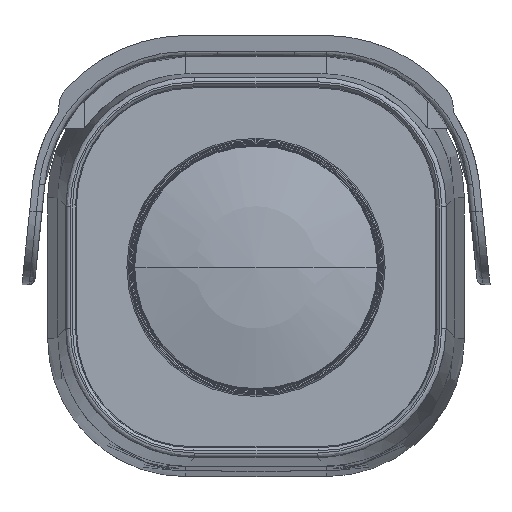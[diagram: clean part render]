
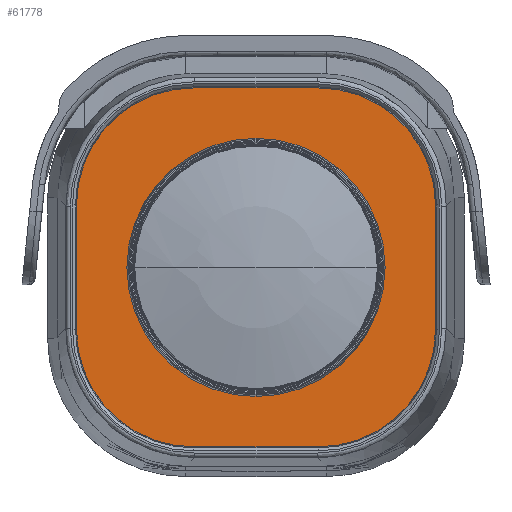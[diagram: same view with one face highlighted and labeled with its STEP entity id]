
A CAD part, top view. The second image highlights one B-rep face of the part: STEP entity #61778.
In plain terms, the highlighted planar face has unit normal (0, 0, 1).
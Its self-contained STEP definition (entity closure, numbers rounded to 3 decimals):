
#14065=CARTESIAN_POINT('',(-11.149,11.278,
41.382));
#14066=DIRECTION('',(0.,0.,1.));
#14067=DIRECTION('',(0.,1.,0.));
#14068=AXIS2_PLACEMENT_3D('',#14065,#14066,#14067);
#14070=DIRECTION('',(-1.,0.,0.));
#14071=VECTOR('',#14070,22.286);
#14072=CARTESIAN_POINT('',(11.143,32.169,41.382));
#14073=LINE('',#14072,#14071);
#14074=CARTESIAN_POINT('',(11.149,11.278,41.382));
#14075=DIRECTION('',(0.,0.,1.));
#14076=DIRECTION('',(1.,0.,0.));
#14077=AXIS2_PLACEMENT_3D('',#14074,#14075,#14076);
#14079=DIRECTION('',(0.,1.,0.));
#14080=VECTOR('',#14079,22.286);
#14081=CARTESIAN_POINT('',(32.04,-11.014,
41.382));
#14082=LINE('',#14081,#14080);
#14083=CARTESIAN_POINT('',(11.149,-11.019,
41.382));
#14084=DIRECTION('',(0.,0.,1.));
#14085=DIRECTION('',(0.,-1.,0.));
#14086=AXIS2_PLACEMENT_3D('',#14083,#14084,#14085);
#14088=DIRECTION('',(1.,0.,0.));
#14089=VECTOR('',#14088,22.29);
#14090=CARTESIAN_POINT('',(-11.145,-31.911,
41.382));
#14091=LINE('',#14090,#14089);
#14092=CARTESIAN_POINT('',(-11.149,-11.019,
41.382));
#14093=DIRECTION('',(0.,0.,1.));
#14094=DIRECTION('',(-1.,0.,0.));
#14095=AXIS2_PLACEMENT_3D('',#14092,#14093,#14094);
#14097=DIRECTION('',(0.,-1.,0.));
#14098=VECTOR('',#14097,22.286);
#14099=CARTESIAN_POINT('',(-32.04,11.273,
41.382));
#14100=LINE('',#14099,#14098);
#14101=CARTESIAN_POINT('',(0.,0.129,41.382));
#14102=DIRECTION('',(0.,0.,-1.));
#14103=DIRECTION('',(1.,0.,0.));
#14104=AXIS2_PLACEMENT_3D('',#14101,#14102,#14103);
#14106=CARTESIAN_POINT('',(0.,0.129,41.382));
#14107=DIRECTION('',(0.,0.,-1.));
#14108=DIRECTION('',(-1.,0.,0.));
#14109=AXIS2_PLACEMENT_3D('',#14106,#14107,#14108);
#23332=CARTESIAN_POINT('',(-11.145,-31.911,
41.382));
#23333=CARTESIAN_POINT('',(11.145,-31.911,
41.382));
#23334=VERTEX_POINT('',#23332);
#23335=VERTEX_POINT('',#23333);
#23336=CARTESIAN_POINT('',(32.04,11.273,41.382));
#23337=CARTESIAN_POINT('',(11.143,32.169,41.382));
#23338=VERTEX_POINT('',#23336);
#23339=VERTEX_POINT('',#23337);
#23340=CARTESIAN_POINT('',(-32.04,11.273,
41.382));
#23341=CARTESIAN_POINT('',(-32.04,-11.014,
41.382));
#23342=VERTEX_POINT('',#23340);
#23343=VERTEX_POINT('',#23341);
#23344=CARTESIAN_POINT('',(-11.143,32.169,
41.382));
#23345=VERTEX_POINT('',#23344);
#23346=CARTESIAN_POINT('',(32.04,-11.014,
41.382));
#23347=VERTEX_POINT('',#23346);
#23348=CARTESIAN_POINT('',(-23.05,0.129,41.382));
#23349=CARTESIAN_POINT('',(23.05,0.129,41.382));
#23350=VERTEX_POINT('',#23348);
#23351=VERTEX_POINT('',#23349);
#61757=CARTESIAN_POINT('',(0.,0.129,41.382));
#61758=DIRECTION('',(0.,0.,1.));
#61759=DIRECTION('',(0.,1.,0.));
#61760=AXIS2_PLACEMENT_3D('',#61757,#61758,#61759);
#61761=PLANE('',#61760);
#61762=ORIENTED_EDGE('',*,*,#61751,.F.);
#61763=ORIENTED_EDGE('',*,*,#61653,.F.);
#61764=ORIENTED_EDGE('',*,*,#61668,.F.);
#61765=ORIENTED_EDGE('',*,*,#61682,.F.);
#61766=ORIENTED_EDGE('',*,*,#61696,.F.);
#61767=ORIENTED_EDGE('',*,*,#61710,.F.);
#61768=ORIENTED_EDGE('',*,*,#61724,.F.);
#61769=ORIENTED_EDGE('',*,*,#61738,.F.);
#61770=EDGE_LOOP('',(#61762,#61763,#61764,#61765,#61766,#61767,#61768,#61769));
#61771=FACE_OUTER_BOUND('',#61770,.F.);
#61773=ORIENTED_EDGE('',*,*,#61772,.F.);
#61775=ORIENTED_EDGE('',*,*,#61774,.F.);
#61776=EDGE_LOOP('',(#61773,#61775));
#61777=FACE_BOUND('',#61776,.F.);
#61778=ADVANCED_FACE('',(#61771,#61777),#61761,.T.);
#14069=CIRCLE('',#14068,20.891);
#14078=CIRCLE('',#14077,20.891);
#14087=CIRCLE('',#14086,20.891);
#14096=CIRCLE('',#14095,20.891);
#14105=CIRCLE('',#14104,23.05);
#14110=CIRCLE('',#14109,23.05);
#61653=EDGE_CURVE('',#23339,#23345,#14073,.T.);
#61668=EDGE_CURVE('',#23338,#23339,#14078,.T.);
#61682=EDGE_CURVE('',#23347,#23338,#14082,.T.);
#61696=EDGE_CURVE('',#23335,#23347,#14087,.T.);
#61710=EDGE_CURVE('',#23334,#23335,#14091,.T.);
#61724=EDGE_CURVE('',#23343,#23334,#14096,.T.);
#61738=EDGE_CURVE('',#23342,#23343,#14100,.T.);
#61751=EDGE_CURVE('',#23345,#23342,#14069,.T.);
#61772=EDGE_CURVE('',#23351,#23350,#14105,.T.);
#61774=EDGE_CURVE('',#23350,#23351,#14110,.T.);
